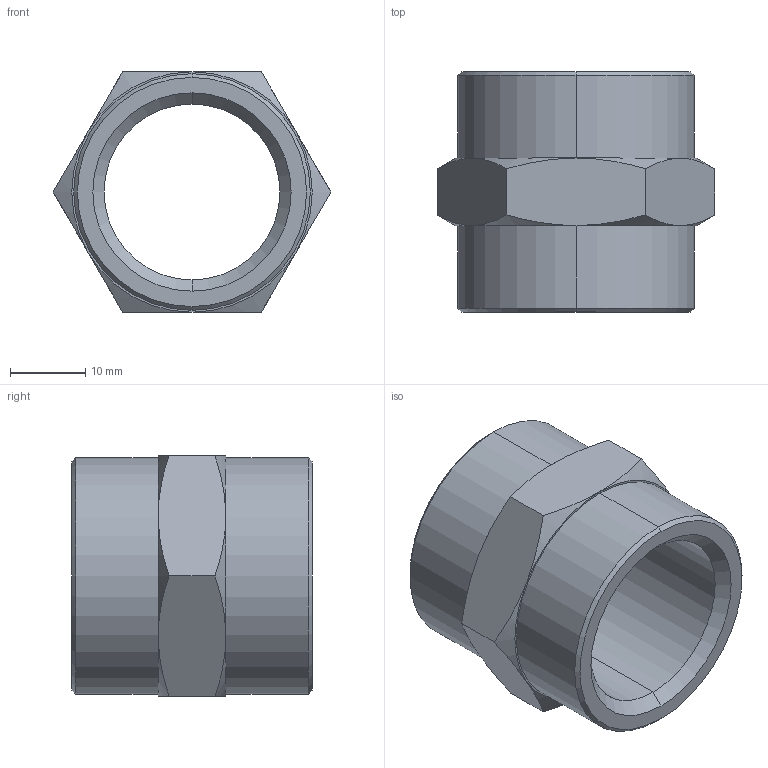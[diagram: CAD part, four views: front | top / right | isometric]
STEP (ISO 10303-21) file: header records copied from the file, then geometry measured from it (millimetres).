
FILE_DESCRIPTION (( 'STEP AP214' ), '1' );
FILE_NAME ('DRF.FF0505.STEP', '2018-09-03T09:24:10', ( '' ), ( '' ), 'SwSTEP 2.0', 'SolidWorks 2018', '' );
FILE_SCHEMA (( 'AUTOMOTIVE_DESIGN' ));
Length unit declared in the file: millimetre
Products named in the file (1): DRF.FF0505
Bounding box: 36.95 x 32 x 32 mm (x, y, z)
Volume: 11875.6 mm3; surface area: 6274.6 mm2
Topology: 1 solids, 1 shells, 36 faces, 76 edges, 44 vertices
Faces by surface type: cone 20, plane 10, cylinder 6
Entity records: 1062 total; most frequent: CARTESIAN_POINT 277, DIRECTION 158, ORIENTED_EDGE 152, EDGE_CURVE 76, AXIS2_PLACEMENT_3D 69, VERTEX_POINT 44, EDGE_LOOP 40, FACE_OUTER_BOUND 36
